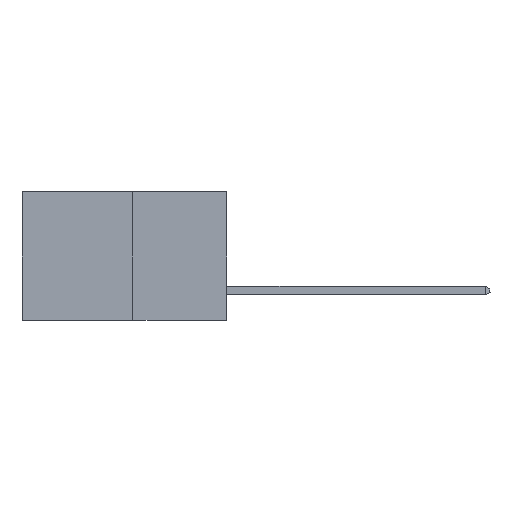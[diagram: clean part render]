
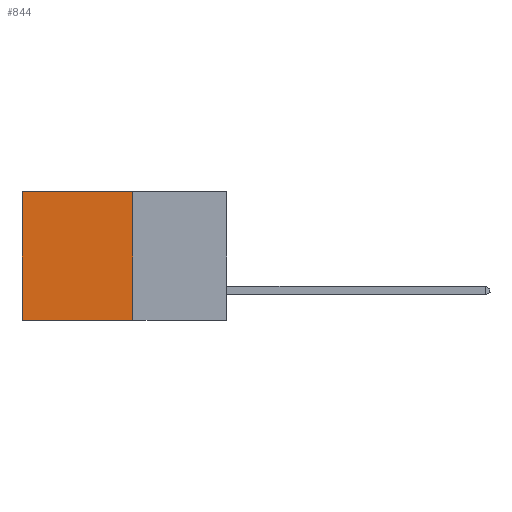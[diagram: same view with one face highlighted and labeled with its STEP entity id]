
A CAD part, left-side view. The second image highlights one B-rep face of the part: STEP entity #844.
In plain terms, the highlighted planar face has unit normal (-1, 0, 0).
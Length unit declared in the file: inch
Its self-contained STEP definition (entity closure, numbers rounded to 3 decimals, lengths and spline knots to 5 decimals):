
#844 = ADVANCED_FACE ( 'NONE', ( #11293 ), #16323, .F. ) ;
#1714 = LINE ( 'NONE', #29834, #19898 ) ;
#2385 = VERTEX_POINT ( 'NONE', #24289 ) ;
#2782 = CARTESIAN_POINT ( 'NONE',  ( 0.277, 0.27, 0. ) ) ;
#4456 = EDGE_CURVE ( 'NONE', #20810, #2385, #1714, .T. ) ;
#5058 = VECTOR ( 'NONE', #5274, 39.37008 ) ;
#5123 = EDGE_CURVE ( 'NONE', #31210, #8560, #18245, .T. ) ;
#5126 = DIRECTION ( 'NONE',  ( 0., 0., -1. ) ) ;
#5274 = DIRECTION ( 'NONE',  ( 0., 1., 0. ) ) ;
#7264 = AXIS2_PLACEMENT_3D ( 'NONE', #16351, #11055, #11128 ) ;
#8560 = VERTEX_POINT ( 'NONE', #24914 ) ;
#10341 = DIRECTION ( 'NONE',  ( 0., 1., 0. ) ) ;
#10698 = CARTESIAN_POINT ( 'NONE',  ( 0.277, 0.27, -0.37 ) ) ;
#11055 = DIRECTION ( 'NONE',  ( 1., 0., 0. ) ) ;
#11128 = DIRECTION ( 'NONE',  ( 0., 0., -1. ) ) ;
#11293 = FACE_OUTER_BOUND ( 'NONE', #28367, .T. ) ;
#11513 = ORIENTED_EDGE ( 'NONE', *, *, #4456, .F. ) ;
#11700 = ORIENTED_EDGE ( 'NONE', *, *, #5123, .T. ) ;
#12594 = CARTESIAN_POINT ( 'NONE',  ( 0.277, 0.27, 0. ) ) ;
#12620 = VECTOR ( 'NONE', #5126, 39.37008 ) ;
#13167 = DIRECTION ( 'NONE',  ( 0., 0., -1. ) ) ;
#16323 = PLANE ( 'NONE',  #7264 ) ;
#16351 = CARTESIAN_POINT ( 'NONE',  ( 0.277, 0.27, -0.37 ) ) ;
#17396 = VECTOR ( 'NONE', #13167, 39.37008 ) ;
#17449 = CARTESIAN_POINT ( 'NONE',  ( 0.277, 0.59, -0.37 ) ) ;
#17494 = ORIENTED_EDGE ( 'NONE', *, *, #19518, .F. ) ;
#18245 = LINE ( 'NONE', #2782, #5058 ) ;
#18768 = ORIENTED_EDGE ( 'NONE', *, *, #28165, .T. ) ;
#19155 = LINE ( 'NONE', #17449, #12620 ) ;
#19518 = EDGE_CURVE ( 'NONE', #31210, #20810, #23910, .T. ) ;
#19898 = VECTOR ( 'NONE', #10341, 39.37008 ) ;
#20810 = VERTEX_POINT ( 'NONE', #26010 ) ;
#23910 = LINE ( 'NONE', #10698, #17396 ) ;
#24289 = CARTESIAN_POINT ( 'NONE',  ( 0.277, 0.59, -0.37 ) ) ;
#24914 = CARTESIAN_POINT ( 'NONE',  ( 0.277, 0.59, 0. ) ) ;
#26010 = CARTESIAN_POINT ( 'NONE',  ( 0.277, 0.27, -0.37 ) ) ;
#28165 = EDGE_CURVE ( 'NONE', #8560, #2385, #19155, .T. ) ;
#28367 = EDGE_LOOP ( 'NONE', ( #18768, #11513, #17494, #11700 ) ) ;
#29834 = CARTESIAN_POINT ( 'NONE',  ( 0.277, 0.27, -0.37 ) ) ;
#31210 = VERTEX_POINT ( 'NONE', #12594 ) ;
